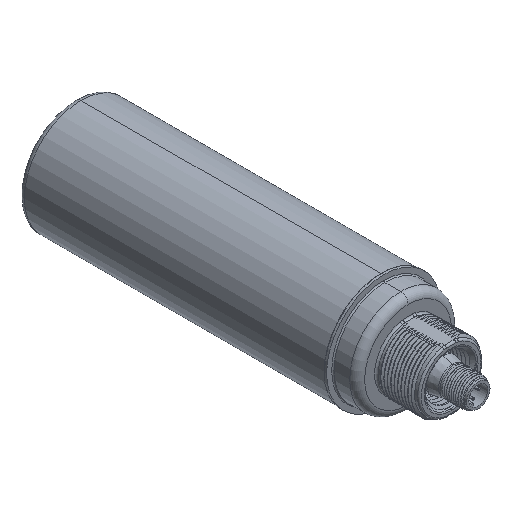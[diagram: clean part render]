
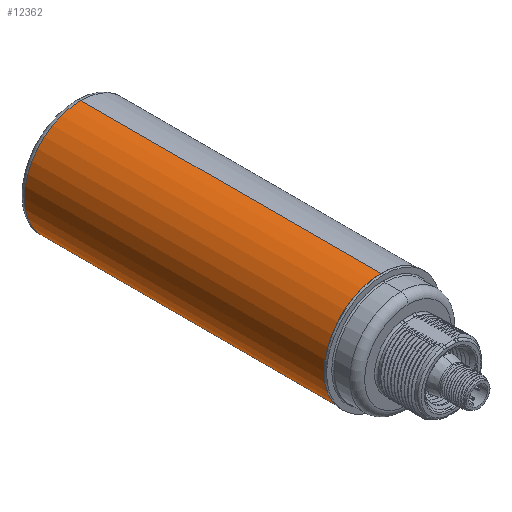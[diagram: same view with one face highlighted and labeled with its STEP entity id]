
A CAD part, isometric view. The second image highlights one B-rep face of the part: STEP entity #12362.
In plain terms, the highlighted cylindrical face has radius 25 mm (diameter 50 mm), a partial arc.
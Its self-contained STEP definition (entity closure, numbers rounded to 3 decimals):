
#204=CARTESIAN_POINT('',(0.,11.909,0.));
#205=DIRECTION('',(0.,1.,0.));
#206=DIRECTION('',(0.,0.,-1.));
#207=AXIS2_PLACEMENT_3D('',#204,#205,#206);
#218=DIRECTION('',(0.,1.,0.));
#219=VECTOR('',#218,132.615);
#220=CARTESIAN_POINT('',(0.,11.909,-25.));
#221=LINE('',#220,#219);
#222=CARTESIAN_POINT('',(0.,144.524,0.));
#223=DIRECTION('',(0.,1.,0.));
#224=DIRECTION('',(0.,0.,-1.));
#225=AXIS2_PLACEMENT_3D('',#222,#223,#224);
#227=DIRECTION('',(0.,-1.,0.));
#228=VECTOR('',#227,132.615);
#229=CARTESIAN_POINT('',(0.,144.524,25.));
#230=LINE('',#229,#228);
#11890=CARTESIAN_POINT('',(0.,11.909,-25.));
#11891=CARTESIAN_POINT('',(0.,11.909,25.));
#11892=VERTEX_POINT('',#11890);
#11893=VERTEX_POINT('',#11891);
#11898=CARTESIAN_POINT('',(0.,144.524,-25.));
#11899=CARTESIAN_POINT('',(0.,144.524,25.));
#11900=VERTEX_POINT('',#11898);
#11901=VERTEX_POINT('',#11899);
#12348=CARTESIAN_POINT('',(0.,11.865,0.));
#12349=DIRECTION('',(0.,1.,0.));
#12350=DIRECTION('',(0.,0.,-1.));
#12351=AXIS2_PLACEMENT_3D('',#12348,#12349,#12350);
#12352=CYLINDRICAL_SURFACE('',#12351,25.);
#12354=ORIENTED_EDGE('',*,*,#12353,.T.);
#12356=ORIENTED_EDGE('',*,*,#12355,.T.);
#12358=ORIENTED_EDGE('',*,*,#12357,.T.);
#12359=ORIENTED_EDGE('',*,*,#12338,.F.);
#12360=EDGE_LOOP('',(#12354,#12356,#12358,#12359));
#12361=FACE_OUTER_BOUND('',#12360,.F.);
#12362=ADVANCED_FACE('',(#12361),#12352,.T.);
#208=CIRCLE('',#207,25.);
#226=CIRCLE('',#225,25.);
#12338=EDGE_CURVE('',#11892,#11893,#208,.T.);
#12353=EDGE_CURVE('',#11892,#11900,#221,.T.);
#12355=EDGE_CURVE('',#11900,#11901,#226,.T.);
#12357=EDGE_CURVE('',#11901,#11893,#230,.T.);
